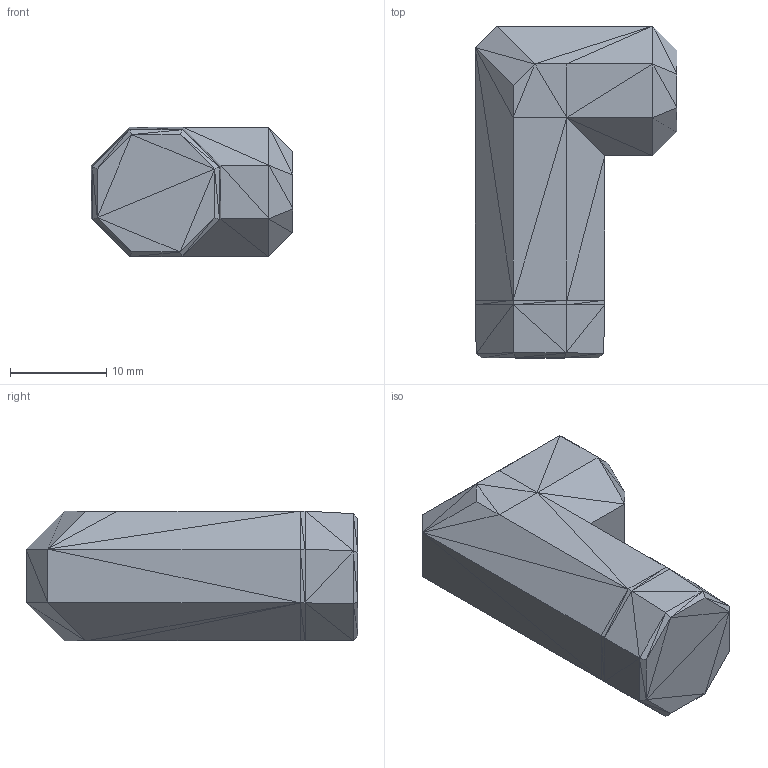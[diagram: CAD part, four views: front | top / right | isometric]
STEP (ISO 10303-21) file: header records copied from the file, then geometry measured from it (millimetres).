
FILE_DESCRIPTION(('HOOPS Exchange Step'),'2;1');
FILE_NAME('15 x 7.5 mm, Push-Fit Hook.step','2023-12-20T20:53:31+00:00',('root'),('Unknown organisation'),'HOOPS Exchange 2022.1','HOOPS Exchange','Unknown authorisation');
FILE_SCHEMA( ('AP203_CONFIGURATION_CONTROLLED_3D_DESIGN_OF_MECHANICAL_PARTS_AND_ASSEMBLIES_MIM_LF') );
Length unit declared in the file: millimetre
Products named in the file (1): 0
Bounding box: 21 x 34.5 x 13.5 mm (x, y, z)
Volume: 6160.6 mm3; surface area: 2065.5 mm2
Topology: 1 solids, 1 shells, 124 faces, 186 edges, 64 vertices
Faces by surface type: plane 124
Entity records: 1079 total; most frequent: DIRECTION 250, CARTESIAN_POINT 189, AXIS2_PLACEMENT_3D 125, PLANE 124, POLY_LOOP 124, FACE_OUTER_BOUND 124, FACE_SURFACE 124, PLANE_ANGLE_MEASURE_WITH_UNIT 1
